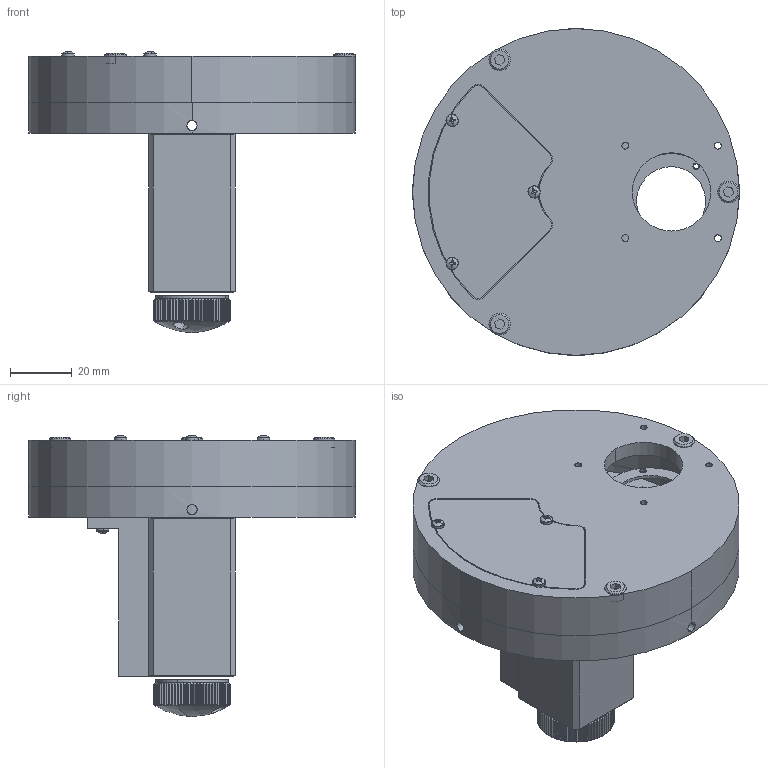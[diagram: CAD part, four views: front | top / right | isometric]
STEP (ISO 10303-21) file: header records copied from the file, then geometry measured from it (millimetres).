
FILE_DESCRIPTION (( 'STEP AP214' ), '1' );
FILE_NAME ('16403-E0W.step', '2007-11-13T13:19:14', ( ' ' ), ( ' ' ), 'SwSTEP 2.0', 'SolidWorks 2007', '' );
FILE_SCHEMA (( 'AUTOMOTIVE_DESIGN' ));
Length unit declared in the file: millimetre
Products named in the file (1): 16403-E0W
Bounding box: 106 x 106 x 91.21 mm (x, y, z)
Surface area: 63581.9 mm2 (no closed solid volume)
Topology: 0 solids, 21 shells, 576 faces, 1940 edges, 1384 vertices
Faces by surface type: plane 281, cylinder 249, cone 24, sphere 12, torus 10
Entity records: 30703 total; most frequent: CARTESIAN_POINT 7419, DIRECTION 3572, ORIENTED_EDGE 3384, EDGE_CURVE 1938, AXIS2_PLACEMENT_3D 1427, VERTEX_POINT 1384, CIRCLE 850, VECTOR 718
